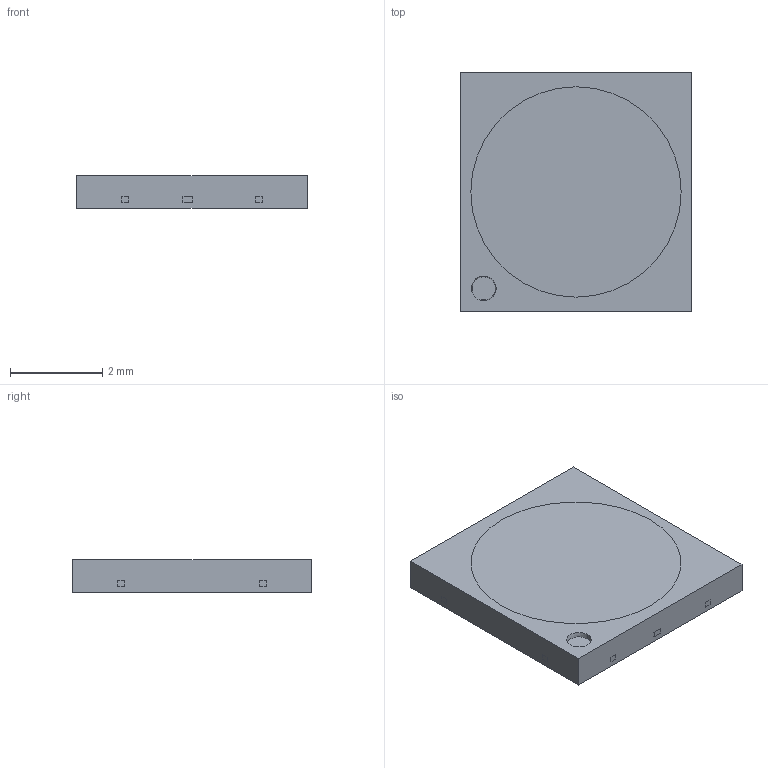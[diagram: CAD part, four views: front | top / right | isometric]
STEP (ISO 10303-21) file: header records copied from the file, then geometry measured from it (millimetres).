
FILE_DESCRIPTION (( 'STEP AP214' ), '1' );
FILE_NAME ('5050.STEP', '2018-04-10T01:52:20', ( 'User' ), ( 'china' ), 'SwSTEP 2.0', 'SolidWorks 2014', '' );
FILE_SCHEMA (( 'AUTOMOTIVE_DESIGN' ));
Length unit declared in the file: millimetre
Products named in the file (4): 5050蝶极; 5050ͭƬ; 5050EMC; 5050
Assembly tree (3 placements, depth 2):
  5050
    5050EMC
    5050ͭƬ
    5050蝶极
Bounding box: 5 x 5.18 x 0.7 mm (x, y, z)
Volume: 18.1 mm3; surface area: 152 mm2
Topology: 4 solids, 4 shells, 321 faces, 929 edges, 618 vertices
Faces by surface type: cylinder 179, plane 136, cone 6
Entity records: 10950 total; most frequent: DIRECTION 1959, CARTESIAN_POINT 1874, ORIENTED_EDGE 1858, EDGE_CURVE 929, AXIS2_PLACEMENT_3D 703, VERTEX_POINT 618, VECTOR 553, LINE 553
